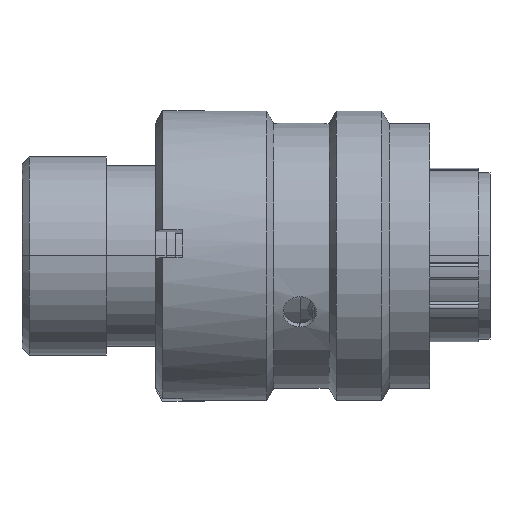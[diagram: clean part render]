
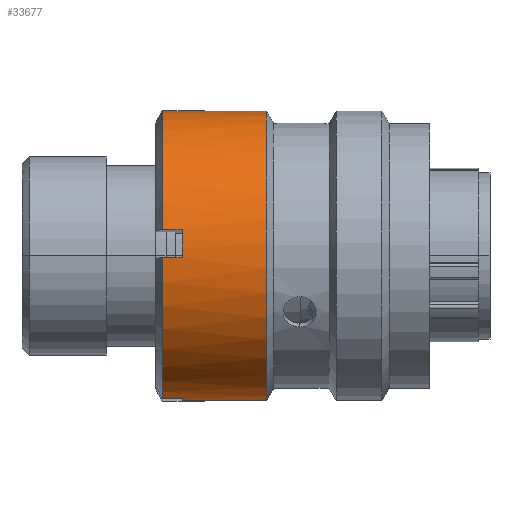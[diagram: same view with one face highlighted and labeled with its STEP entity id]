
A CAD part, top view. The second image highlights one B-rep face of the part: STEP entity #33677.
In plain terms, the highlighted cylindrical face has radius 10.35 mm (diameter 20.7 mm), a partial arc.
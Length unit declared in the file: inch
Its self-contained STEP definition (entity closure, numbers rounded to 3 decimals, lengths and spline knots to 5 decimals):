
#306 = LINE ( 'NONE', #33715, #34176 ) ;
#403 = VERTEX_POINT ( 'NONE', #25639 ) ;
#581 = CARTESIAN_POINT ( 'NONE',  ( 0.68661, -0.40601, 0.03455 ) ) ;
#774 = VERTEX_POINT ( 'NONE', #581 ) ;
#777 = VERTEX_POINT ( 'NONE', #22564 ) ;
#2011 = CARTESIAN_POINT ( 'NONE',  ( 0.44961, 0., 0. ) ) ;
#2622 = EDGE_CURVE ( 'NONE', #777, #21569, #5230, .T. ) ;
#3106 = CYLINDRICAL_SURFACE ( 'NONE', #8538, 0.40748 ) ;
#3150 = AXIS2_PLACEMENT_3D ( 'NONE', #31373, #15436, #34043 ) ;
#3579 = CARTESIAN_POINT ( 'NONE',  ( 0.44961, 0.07362, 0.40077 ) ) ;
#3687 = EDGE_CURVE ( 'NONE', #30721, #9764, #31824, .T. ) ;
#4138 = VECTOR ( 'NONE', #20912, 39.37008 ) ;
#4379 = DIRECTION ( 'NONE',  ( -1., 0., 0. ) ) ;
#4436 = CARTESIAN_POINT ( 'NONE',  ( 0.39449, 0.07362, 0.40077 ) ) ;
#4664 = CARTESIAN_POINT ( 'NONE',  ( 0.44961, 0.40745, 0.00484 ) ) ;
#4706 = DIRECTION ( 'NONE',  ( 0., 0.085, 0.996 ) ) ;
#4811 = DIRECTION ( 'NONE',  ( 1., 0., 0. ) ) ;
#4974 = LINE ( 'NONE', #12899, #11258 ) ;
#5230 = LINE ( 'NONE', #32512, #18672 ) ;
#6276 = VERTEX_POINT ( 'NONE', #28691 ) ;
#6456 = FACE_OUTER_BOUND ( 'NONE', #20175, .T. ) ;
#7521 = VERTEX_POINT ( 'NONE', #26932 ) ;
#7687 = CARTESIAN_POINT ( 'NONE',  ( 1.14449, -0.40601, 0.03455 ) ) ;
#7907 = DIRECTION ( 'NONE',  ( 1., 0., 0. ) ) ;
#7928 = EDGE_CURVE ( 'NONE', #14621, #774, #24653, .T. ) ;
#8150 = EDGE_CURVE ( 'NONE', #7521, #29370, #10411, .T. ) ;
#8310 = DIRECTION ( 'NONE',  ( 1., 0., 0. ) ) ;
#8538 = AXIS2_PLACEMENT_3D ( 'NONE', #31973, #7907, #26771 ) ;
#8843 = DIRECTION ( 'NONE',  ( 1., 0., 0. ) ) ;
#9527 = EDGE_CURVE ( 'NONE', #777, #6276, #18706, .T. ) ;
#9764 = VERTEX_POINT ( 'NONE', #10062 ) ;
#10062 = CARTESIAN_POINT ( 'NONE',  ( 0.44961, 0.40601, -0.03455 ) ) ;
#10411 = CIRCLE ( 'NONE', #30454, 0.40748 ) ;
#10576 = ORIENTED_EDGE ( 'NONE', *, *, #3687, .F. ) ;
#11054 = AXIS2_PLACEMENT_3D ( 'NONE', #24304, #8310, #27038 ) ;
#11258 = VECTOR ( 'NONE', #4811, 39.37008 ) ;
#11428 = CARTESIAN_POINT ( 'NONE',  ( 0.39449, 0., 0. ) ) ;
#11693 = DIRECTION ( 'NONE',  ( -1., 0., 0. ) ) ;
#12899 = CARTESIAN_POINT ( 'NONE',  ( 1.14449, 0.40601, -0.03455 ) ) ;
#12975 = ORIENTED_EDGE ( 'NONE', *, *, #8150, .T. ) ;
#13300 = CARTESIAN_POINT ( 'NONE',  ( 0.44961, 0., 0. ) ) ;
#13388 = CARTESIAN_POINT ( 'NONE',  ( 0.44961, -0.40077, 0.07362 ) ) ;
#13612 = LINE ( 'NONE', #13388, #34063 ) ;
#13988 = CARTESIAN_POINT ( 'NONE',  ( 0.44961, -0.40077, 0.07362 ) ) ;
#14124 = DIRECTION ( 'NONE',  ( 0., -0.996, 0.085 ) ) ;
#14621 = VERTEX_POINT ( 'NONE', #22114 ) ;
#15047 = VERTEX_POINT ( 'NONE', #13988 ) ;
#15436 = DIRECTION ( 'NONE',  ( -1., 0., 0. ) ) ;
#15509 = CARTESIAN_POINT ( 'NONE',  ( 0.39449, -0.40077, 0.07362 ) ) ;
#16064 = DIRECTION ( 'NONE',  ( 0., 0.085, 0.996 ) ) ;
#16163 = EDGE_CURVE ( 'NONE', #21569, #28218, #29622, .T. ) ;
#16303 = EDGE_CURVE ( 'NONE', #6276, #29370, #29195, .T. ) ;
#16565 = DIRECTION ( 'NONE',  ( -1., 0., 0. ) ) ;
#18362 = CARTESIAN_POINT ( 'NONE',  ( 0.39449, -0.00484, 0.40745 ) ) ;
#18672 = VECTOR ( 'NONE', #16565, 39.37008 ) ;
#18706 = CIRCLE ( 'NONE', #28538, 0.40748 ) ;
#18720 = ORIENTED_EDGE ( 'NONE', *, *, #26806, .F. ) ;
#18749 = VECTOR ( 'NONE', #11693, 39.37008 ) ;
#20175 = EDGE_LOOP ( 'NONE', ( #23157, #20352, #31260, #18720, #10576, #28031, #12975, #25398, #23310, #31481, #25343, #26425 ) ) ;
#20352 = ORIENTED_EDGE ( 'NONE', *, *, #7928, .T. ) ;
#20607 = AXIS2_PLACEMENT_3D ( 'NONE', #24827, #8843, #27544 ) ;
#20739 = DIRECTION ( 'NONE',  ( -1., 0., 0. ) ) ;
#20912 = DIRECTION ( 'NONE',  ( 1., 0., 0. ) ) ;
#21569 = VERTEX_POINT ( 'NONE', #18362 ) ;
#22032 = EDGE_CURVE ( 'NONE', #14621, #15047, #28346, .T. ) ;
#22114 = CARTESIAN_POINT ( 'NONE',  ( 0.44961, -0.40601, 0.03455 ) ) ;
#22446 = CIRCLE ( 'NONE', #20607, 0.40748 ) ;
#22564 = CARTESIAN_POINT ( 'NONE',  ( 0.44961, -0.00484, 0.40745 ) ) ;
#23157 = ORIENTED_EDGE ( 'NONE', *, *, #22032, .F. ) ;
#23310 = ORIENTED_EDGE ( 'NONE', *, *, #9527, .F. ) ;
#24304 = CARTESIAN_POINT ( 'NONE',  ( 0.39449, 0., 0. ) ) ;
#24653 = LINE ( 'NONE', #7687, #4138 ) ;
#24827 = CARTESIAN_POINT ( 'NONE',  ( 0.68661, 0., 0. ) ) ;
#25343 = ORIENTED_EDGE ( 'NONE', *, *, #16163, .T. ) ;
#25398 = ORIENTED_EDGE ( 'NONE', *, *, #16303, .F. ) ;
#25639 = CARTESIAN_POINT ( 'NONE',  ( 0.68661, 0.40601, -0.03455 ) ) ;
#26425 = ORIENTED_EDGE ( 'NONE', *, *, #27793, .F. ) ;
#26771 = DIRECTION ( 'NONE',  ( 0., 0.996, -0.085 ) ) ;
#26806 = EDGE_CURVE ( 'NONE', #9764, #403, #4974, .T. ) ;
#26932 = CARTESIAN_POINT ( 'NONE',  ( 0.39449, 0.40745, 0.00484 ) ) ;
#27038 = DIRECTION ( 'NONE',  ( 0., -0.996, 0.085 ) ) ;
#27544 = DIRECTION ( 'NONE',  ( 0., 0.996, -0.085 ) ) ;
#27793 = EDGE_CURVE ( 'NONE', #15047, #28218, #13612, .T. ) ;
#28031 = ORIENTED_EDGE ( 'NONE', *, *, #31155, .T. ) ;
#28218 = VERTEX_POINT ( 'NONE', #15509 ) ;
#28346 = CIRCLE ( 'NONE', #30545, 0.40748 ) ;
#28538 = AXIS2_PLACEMENT_3D ( 'NONE', #13300, #31984, #16064 ) ;
#28691 = CARTESIAN_POINT ( 'NONE',  ( 0.44961, 0.07362, 0.40077 ) ) ;
#29195 = LINE ( 'NONE', #3579, #18749 ) ;
#29370 = VERTEX_POINT ( 'NONE', #4436 ) ;
#29622 = CIRCLE ( 'NONE', #11054, 0.40748 ) ;
#30138 = DIRECTION ( 'NONE',  ( 1., 0., 0. ) ) ;
#30454 = AXIS2_PLACEMENT_3D ( 'NONE', #11428, #30138, #14124 ) ;
#30545 = AXIS2_PLACEMENT_3D ( 'NONE', #2011, #20739, #4706 ) ;
#30721 = VERTEX_POINT ( 'NONE', #4664 ) ;
#31155 = EDGE_CURVE ( 'NONE', #30721, #7521, #306, .T. ) ;
#31260 = ORIENTED_EDGE ( 'NONE', *, *, #31552, .F. ) ;
#31373 = CARTESIAN_POINT ( 'NONE',  ( 0.44961, 0., 0. ) ) ;
#31481 = ORIENTED_EDGE ( 'NONE', *, *, #2622, .T. ) ;
#31552 = EDGE_CURVE ( 'NONE', #403, #774, #22446, .T. ) ;
#31824 = CIRCLE ( 'NONE', #3150, 0.40748 ) ;
#31973 = CARTESIAN_POINT ( 'NONE',  ( 1.14449, 0., 0. ) ) ;
#31984 = DIRECTION ( 'NONE',  ( -1., 0., 0. ) ) ;
#32065 = DIRECTION ( 'NONE',  ( -1., 0., 0. ) ) ;
#32512 = CARTESIAN_POINT ( 'NONE',  ( 0.44961, -0.00484, 0.40745 ) ) ;
#33677 = ADVANCED_FACE ( 'NONE', ( #6456 ), #3106, .T. ) ;
#33715 = CARTESIAN_POINT ( 'NONE',  ( 0.44961, 0.40745, 0.00484 ) ) ;
#34043 = DIRECTION ( 'NONE',  ( 0., 0.085, 0.996 ) ) ;
#34063 = VECTOR ( 'NONE', #32065, 39.37008 ) ;
#34176 = VECTOR ( 'NONE', #4379, 39.37008 ) ;
